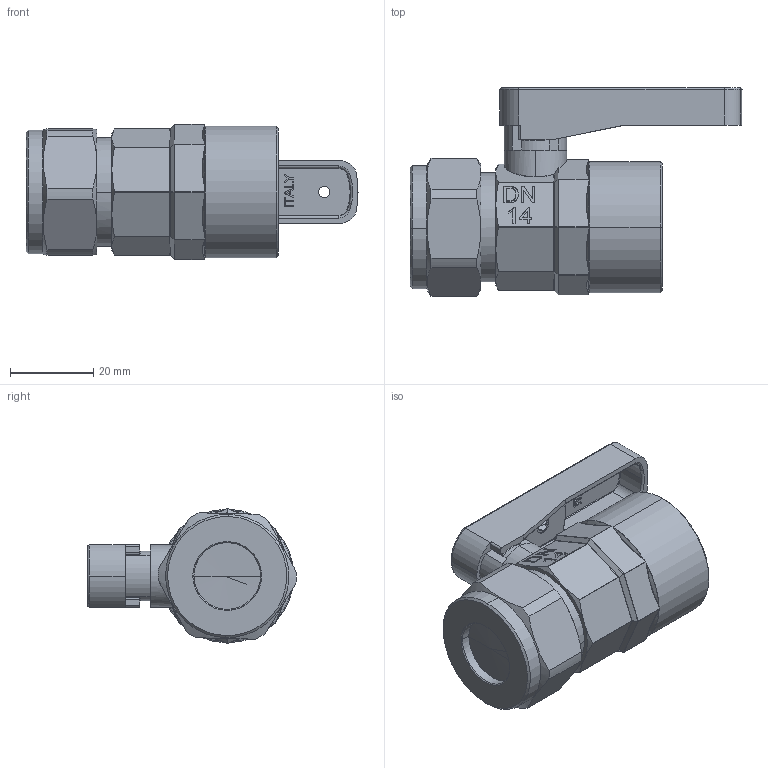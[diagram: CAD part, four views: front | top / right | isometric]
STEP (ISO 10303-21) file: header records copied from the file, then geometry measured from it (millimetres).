
FILE_DESCRIPTION (( 'STEP AP214' ), '1' );
FILE_NAME ('0643000098A.STEP', '2012-11-15T17:26:39', ( '' ), ( '' ), 'SwSTEP 2.0', 'SolidWorks 2012', '' );
FILE_SCHEMA (( 'AUTOMOTIVE_DESIGN' ));
Length unit declared in the file: millimetre
Products named in the file (1): 0643000098A
Bounding box: 79.7 x 50.1 x 32.46 mm (x, y, z)
Volume: 42481.2 mm3; surface area: 14610.3 mm2
Topology: 2 solids, 5 shells, 904 faces, 2348 edges, 1498 vertices
Faces by surface type: plane 437, bspline 172, cylinder 163, cone 65, torus 47, sphere 20
Entity records: 45313 total; most frequent: CARTESIAN_POINT 14851, ORIENTED_EDGE 4672, DIRECTION 3674, EDGE_CURVE 2336, VERTEX_POINT 1497, VECTOR 1344, LINE 1344, AXIS2_PLACEMENT_3D 1165
